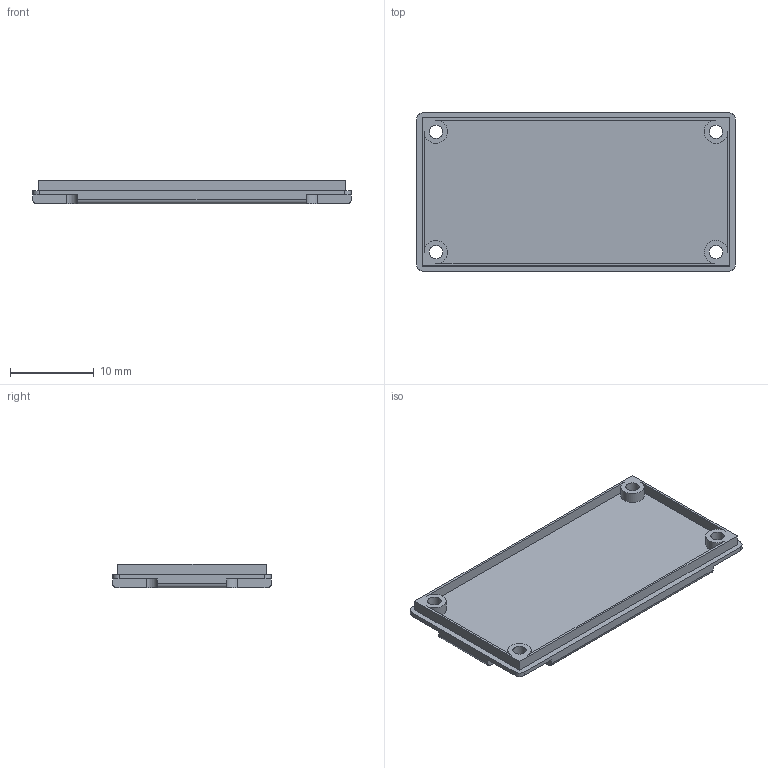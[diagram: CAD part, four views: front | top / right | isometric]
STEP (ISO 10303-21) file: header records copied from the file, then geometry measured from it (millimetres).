
FILE_DESCRIPTION(/* description */ ('Alibre Inc.'),/* implementation_level */ '2;1');
FILE_NAME(/* name */ 'export0',/* time_stamp */ '2007-07-09T07:46:49-07:00',/* author */ (''),/* organization */ (''),/* preprocessor_version */ 'ST-DEVELOPER v10',/* originating_system */ 'Alibre',/* authorisation */ '');
FILE_SCHEMA (('AUTOMOTIVE_DESIGN'));
Length unit declared in the file: centimetre
Bounding box: 37.98 x 18.93 x 2.86 mm (x, y, z)
Volume: 1070 mm3; surface area: 1910.2 mm2
Topology: 1 solids, 1 shells, 48 faces, 132 edges, 88 vertices
Faces by surface type: plane 28, cylinder 20
Full cylindrical faces by diameter (mm): 1.588 x4
Entity records: 1519 total; most frequent: CARTESIAN_POINT 264, ORIENTED_EDGE 256, DIRECTION 236, EDGE_CURVE 128, VECTOR 88, LINE 88, VERTEX_POINT 88, AXIS2_PLACEMENT_3D 88
